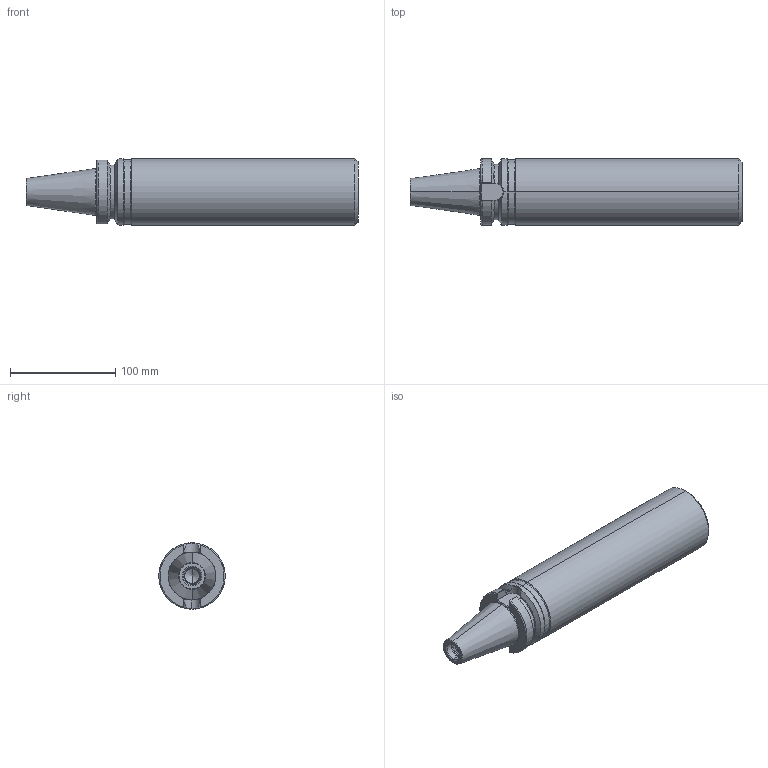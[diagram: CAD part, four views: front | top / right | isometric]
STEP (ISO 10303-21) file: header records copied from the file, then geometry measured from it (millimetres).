
FILE_DESCRIPTION (( 'STEP AP203' ), '1' );
FILE_NAME ('405.17.63.STEP', '2016-08-23T05:37:17', ( '' ), ( '' ), 'SwSTEP 2.0', 'SolidWorks 2012', '' );
FILE_SCHEMA (( 'CONFIG_CONTROL_DESIGN' ));
Length unit declared in the file: millimetre
Products named in the file (1): 405.17.63
Bounding box: 315.4 x 63 x 63 mm (x, y, z)
Volume: 819117.6 mm3; surface area: 65332.4 mm2
Topology: 1 solids, 1 shells, 124 faces, 312 edges, 189 vertices
Faces by surface type: cylinder 41, plane 28, cone 23, torus 22, bspline 10
Entity records: 7223 total; most frequent: CARTESIAN_POINT 4419, ORIENTED_EDGE 616, DIRECTION 525, EDGE_CURVE 308, AXIS2_PLACEMENT_3D 208, VERTEX_POINT 189, EDGE_LOOP 127, FACE_OUTER_BOUND 124
